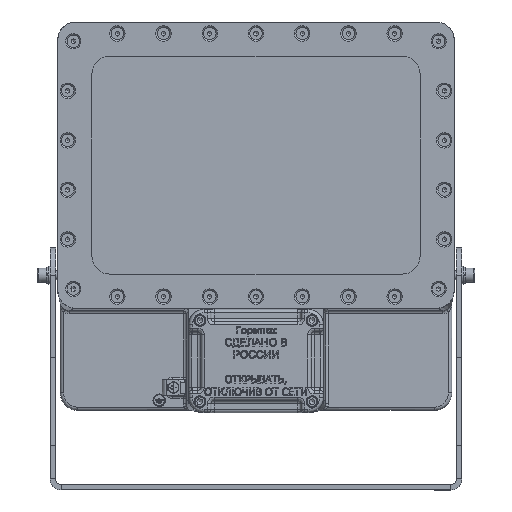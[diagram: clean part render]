
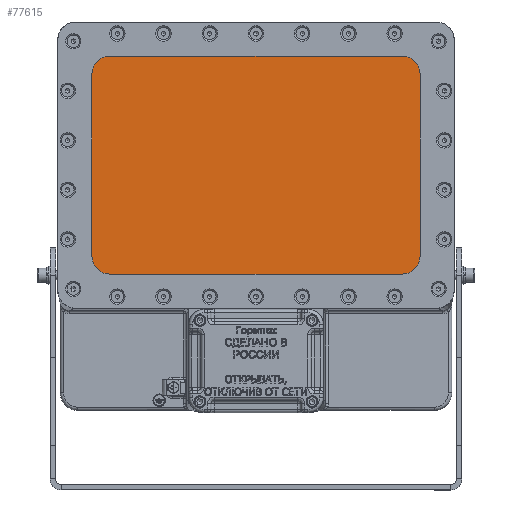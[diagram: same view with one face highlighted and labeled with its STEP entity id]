
A CAD part, top view. The second image highlights one B-rep face of the part: STEP entity #77615.
In plain terms, the highlighted planar face has unit normal (0, 0, 1).
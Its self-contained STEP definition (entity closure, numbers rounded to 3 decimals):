
#15973=CARTESIAN_POINT('',(-149.0,75.5,-3.0));
#15974=VERTEX_POINT('',#15973);
#15981=CARTESIAN_POINT('',(-133.,91.5,-3.0));
#15982=VERTEX_POINT('',#15981);
#15983=CARTESIAN_POINT('',(-133.,75.5,-3.0));
#15984=DIRECTION('',(0.0,0.0,1.0));
#15985=DIRECTION('',(0.0,1.0,0.0));
#15986=AXIS2_PLACEMENT_3D('',#15983,#15984,#15985);
#15987=CIRCLE('',#15986,16.);
#15988=EDGE_CURVE('',#15982,#15974,#15987,.T.);
#16013=CARTESIAN_POINT('',(133.,91.5,-3.0));
#16014=VERTEX_POINT('',#16013);
#16015=CARTESIAN_POINT('',(133.,91.5,-3.0));
#16016=DIRECTION('',(-1.0,0.0,0.0));
#16017=VECTOR('',#16016,266.);
#16018=LINE('',#16015,#16017);
#16019=EDGE_CURVE('',#16014,#15982,#16018,.T.);
#16045=CARTESIAN_POINT('',(149.,75.5,-3.0));
#16046=VERTEX_POINT('',#16045);
#16047=CARTESIAN_POINT('',(133.,75.5,-3.0));
#16048=DIRECTION('',(0.0,0.0,1.0));
#16049=DIRECTION('',(1.0,0.0,0.0));
#16050=AXIS2_PLACEMENT_3D('',#16047,#16048,#16049);
#16051=CIRCLE('',#16050,16.);
#16052=EDGE_CURVE('',#16046,#16014,#16051,.T.);
#16077=CARTESIAN_POINT('',(149.,-90.5,-3.0));
#16078=VERTEX_POINT('',#16077);
#16079=CARTESIAN_POINT('',(149.,-90.5,-3.0));
#16080=DIRECTION('',(0.0,1.0,0.0));
#16081=VECTOR('',#16080,166.);
#16082=LINE('',#16079,#16081);
#16083=EDGE_CURVE('',#16078,#16046,#16082,.T.);
#16109=CARTESIAN_POINT('',(133.,-106.5,-3.0));
#16110=VERTEX_POINT('',#16109);
#16111=CARTESIAN_POINT('',(133.,-90.5,-3.0));
#16112=DIRECTION('',(0.0,0.0,1.0));
#16113=DIRECTION('',(0.0,-1.0,0.0));
#16114=AXIS2_PLACEMENT_3D('',#16111,#16112,#16113);
#16115=CIRCLE('',#16114,16.);
#16116=EDGE_CURVE('',#16110,#16078,#16115,.T.);
#16141=CARTESIAN_POINT('',(-133.,-106.5,-3.0));
#16142=VERTEX_POINT('',#16141);
#16143=CARTESIAN_POINT('',(-133.,-106.5,-3.0));
#16144=DIRECTION('',(1.0,0.0,0.0));
#16145=VECTOR('',#16144,266.);
#16146=LINE('',#16143,#16145);
#16147=EDGE_CURVE('',#16142,#16110,#16146,.T.);
#16173=CARTESIAN_POINT('',(-149.0,-90.5,-3.0));
#16174=VERTEX_POINT('',#16173);
#16175=CARTESIAN_POINT('',(-133.,-90.5,-3.0));
#16176=DIRECTION('',(0.0,0.0,1.0));
#16177=DIRECTION('',(-1.0,0.0,0.0));
#16178=AXIS2_PLACEMENT_3D('',#16175,#16176,#16177);
#16179=CIRCLE('',#16178,16.);
#16180=EDGE_CURVE('',#16174,#16142,#16179,.T.);
#16203=CARTESIAN_POINT('',(-149.0,75.5,-3.0));
#16204=DIRECTION('',(0.0,-1.0,0.0));
#16205=VECTOR('',#16204,166.);
#16206=LINE('',#16203,#16205);
#16207=EDGE_CURVE('',#15974,#16174,#16206,.T.);
#77600=CARTESIAN_POINT('',(0.,-7.343,-3.0));
#77601=DIRECTION('',(0.0,0.0,1.0));
#77602=DIRECTION('',(1.0,0.0,0.0));
#77603=AXIS2_PLACEMENT_3D('',#77600,#77601,#77602);
#77604=PLANE('',#77603);
#77605=ORIENTED_EDGE('',*,*,#15988,.T.);
#77606=ORIENTED_EDGE('',*,*,#16207,.T.);
#77607=ORIENTED_EDGE('',*,*,#16180,.T.);
#77608=ORIENTED_EDGE('',*,*,#16147,.T.);
#77609=ORIENTED_EDGE('',*,*,#16116,.T.);
#77610=ORIENTED_EDGE('',*,*,#16083,.T.);
#77611=ORIENTED_EDGE('',*,*,#16052,.T.);
#77612=ORIENTED_EDGE('',*,*,#16019,.T.);
#77613=EDGE_LOOP('',(#77605,#77606,#77607,#77608,#77609,#77610,#77611,#77612));
#77614=FACE_OUTER_BOUND('',#77613,.T.);
#77615=ADVANCED_FACE('',(#77614),#77604,.T.);
